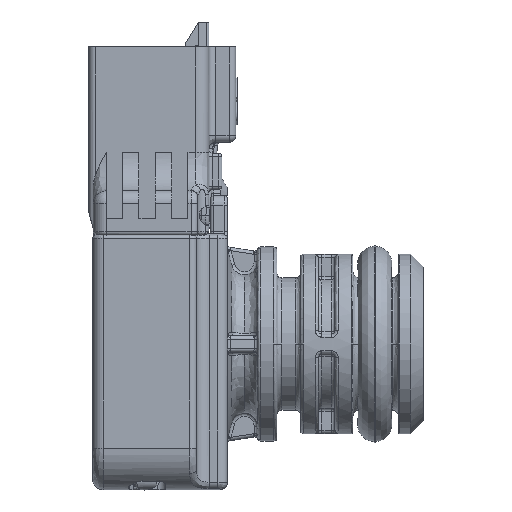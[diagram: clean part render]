
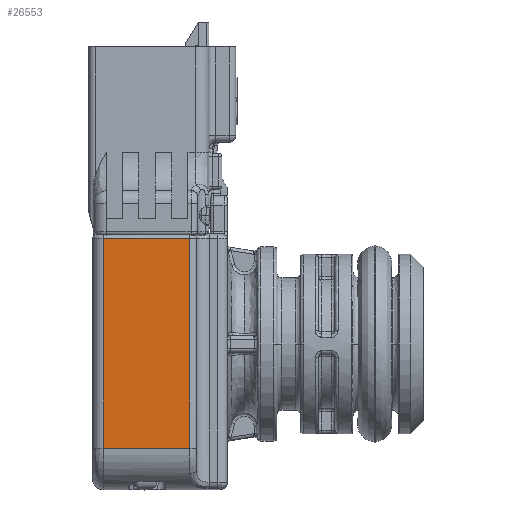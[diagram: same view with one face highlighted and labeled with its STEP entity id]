
A CAD part, left-side view. The second image highlights one B-rep face of the part: STEP entity #26553.
In plain terms, the highlighted planar face has unit normal (-1, 0, 0).
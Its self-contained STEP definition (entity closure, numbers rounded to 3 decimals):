
#2768 = EDGE_LOOP ( 'NONE', ( #36415, #38295, #38941, #40168 ) ) ;
#8173 = DIRECTION ( 'NONE',  ( 0., -1., 0. ) ) ;
#8475 = EDGE_CURVE ( 'NONE', #41206, #33456, #36024, .T. ) ;
#8973 = VECTOR ( 'NONE', #8173, 1000. ) ;
#10500 = FACE_OUTER_BOUND ( 'NONE', #2768, .T. ) ;
#10565 = EDGE_CURVE ( 'NONE', #33456, #45510, #51488, .T. ) ;
#11823 = CARTESIAN_POINT ( 'NONE',  ( -10.345, -8.085, -7.97 ) ) ;
#14952 = VECTOR ( 'NONE', #45547, 1000. ) ;
#15071 = PLANE ( 'NONE',  #16280 ) ;
#16280 = AXIS2_PLACEMENT_3D ( 'NONE', #23036, #50859, #27009 ) ;
#16333 = CARTESIAN_POINT ( 'NONE',  ( -10.345, -8.085, -7.97 ) ) ;
#20072 = CARTESIAN_POINT ( 'NONE',  ( -10.345, -1.475, 8.081 ) ) ;
#20363 = CARTESIAN_POINT ( 'NONE',  ( -10.345, -1.475, 8.081 ) ) ;
#20425 = DIRECTION ( 'NONE',  ( 0., 0., 1. ) ) ;
#21388 = CARTESIAN_POINT ( 'NONE',  ( -10.345, -8.085, 8.081 ) ) ;
#23036 = CARTESIAN_POINT ( 'NONE',  ( -10.345, -1.475, -7.97 ) ) ;
#23329 = VECTOR ( 'NONE', #35644, 1000. ) ;
#23538 = VERTEX_POINT ( 'NONE', #21388 ) ;
#26553 = ADVANCED_FACE ( 'NONE', ( #10500 ), #15071, .F. ) ;
#27009 = DIRECTION ( 'NONE',  ( 0., 0., -1. ) ) ;
#30139 = LINE ( 'NONE', #20072, #8973 ) ;
#32595 = LINE ( 'NONE', #11823, #23329 ) ;
#33456 = VERTEX_POINT ( 'NONE', #50236 ) ;
#35644 = DIRECTION ( 'NONE',  ( 0., 0., -1. ) ) ;
#36024 = LINE ( 'NONE', #46028, #14952 ) ;
#36415 = ORIENTED_EDGE ( 'NONE', *, *, #10565, .F. ) ;
#38295 = ORIENTED_EDGE ( 'NONE', *, *, #8475, .F. ) ;
#38941 = ORIENTED_EDGE ( 'NONE', *, *, #40460, .F. ) ;
#40168 = ORIENTED_EDGE ( 'NONE', *, *, #41861, .F. ) ;
#40460 = EDGE_CURVE ( 'NONE', #23538, #41206, #32595, .T. ) ;
#40877 = VECTOR ( 'NONE', #20425, 1000. ) ;
#41206 = VERTEX_POINT ( 'NONE', #16333 ) ;
#41861 = EDGE_CURVE ( 'NONE', #45510, #23538, #30139, .T. ) ;
#45510 = VERTEX_POINT ( 'NONE', #51200 ) ;
#45547 = DIRECTION ( 'NONE',  ( 0., 1., 0. ) ) ;
#46028 = CARTESIAN_POINT ( 'NONE',  ( -10.345, -1.475, -7.97 ) ) ;
#50236 = CARTESIAN_POINT ( 'NONE',  ( -10.345, -1.475, -7.97 ) ) ;
#50859 = DIRECTION ( 'NONE',  ( 1., 0., 0. ) ) ;
#51200 = CARTESIAN_POINT ( 'NONE',  ( -10.345, -1.475, 8.081 ) ) ;
#51488 = LINE ( 'NONE', #20363, #40877 ) ;
